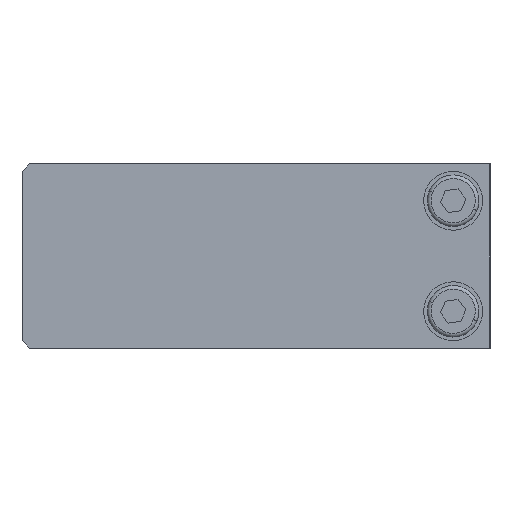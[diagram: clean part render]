
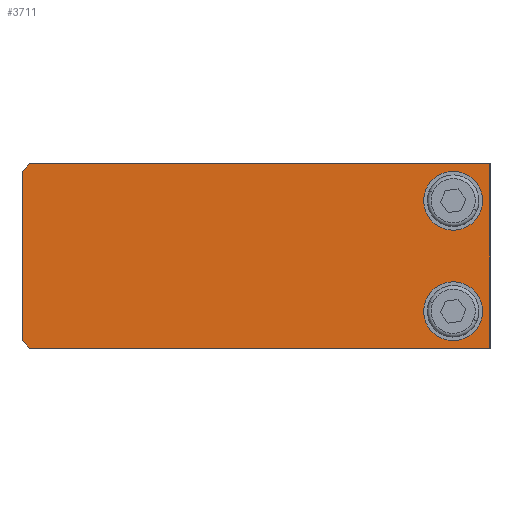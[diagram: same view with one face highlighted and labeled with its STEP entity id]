
A CAD part, left-side view. The second image highlights one B-rep face of the part: STEP entity #3711.
In plain terms, the highlighted planar face has unit normal (-1, 0, 0).
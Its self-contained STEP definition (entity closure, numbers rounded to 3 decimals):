
#150 = VECTOR ( 'NONE', #2237, 1000. ) ;
#262 = ORIENTED_EDGE ( 'NONE', *, *, #3283, .F. ) ;
#299 = EDGE_CURVE ( 'NONE', #604, #391, #3272, .T. ) ;
#307 = CARTESIAN_POINT ( 'NONE',  ( -29.5, -1.35, -7.5 ) ) ;
#345 = CARTESIAN_POINT ( 'NONE',  ( -29.5, 56.15, 12.5 ) ) ;
#360 = DIRECTION ( 'NONE',  ( -1., 0., 0. ) ) ;
#391 = VERTEX_POINT ( 'NONE', #1271 ) ;
#471 = DIRECTION ( 'NONE',  ( 0., 0., 1. ) ) ;
#604 = VERTEX_POINT ( 'NONE', #5457 ) ;
#731 = CARTESIAN_POINT ( 'NONE',  ( -29.5, -1.35, 7.5 ) ) ;
#823 = VERTEX_POINT ( 'NONE', #4728 ) ;
#925 = AXIS2_PLACEMENT_3D ( 'NONE', #2908, #3336, #4766 ) ;
#926 = CIRCLE ( 'NONE', #925, 4. ) ;
#974 = CARTESIAN_POINT ( 'NONE',  ( -29.5, 57.15, -11.5 ) ) ;
#1108 = VERTEX_POINT ( 'NONE', #5420 ) ;
#1208 = DIRECTION ( 'NONE',  ( 0., -1., 0. ) ) ;
#1271 = CARTESIAN_POINT ( 'NONE',  ( -29.5, 56.15, 12.5 ) ) ;
#1309 = EDGE_LOOP ( 'NONE', ( #2973, #1974, #3637, #4186, #262, #5473 ) ) ;
#1404 = AXIS2_PLACEMENT_3D ( 'NONE', #5772, #4878, #1208 ) ;
#1425 = DIRECTION ( 'NONE',  ( 0., 0.707, 0.707 ) ) ;
#1502 = LINE ( 'NONE', #3981, #4676 ) ;
#1647 = DIRECTION ( 'NONE',  ( -1., 0., 0. ) ) ;
#1749 = EDGE_CURVE ( 'NONE', #5776, #2329, #926, .T. ) ;
#1778 = CARTESIAN_POINT ( 'NONE',  ( -29.5, -6.35, -12.5 ) ) ;
#1800 = CARTESIAN_POINT ( 'NONE',  ( -29.5, 57.15, -11.5 ) ) ;
#1845 = LINE ( 'NONE', #3641, #3139 ) ;
#1974 = ORIENTED_EDGE ( 'NONE', *, *, #5031, .F. ) ;
#2027 = CARTESIAN_POINT ( 'NONE',  ( -29.5, 2.65, -7.5 ) ) ;
#2237 = DIRECTION ( 'NONE',  ( 0., -1., 0. ) ) ;
#2303 = VECTOR ( 'NONE', #471, 1000. ) ;
#2329 = VERTEX_POINT ( 'NONE', #2027 ) ;
#2403 = FACE_OUTER_BOUND ( 'NONE', #1309, .T. ) ;
#2434 = DIRECTION ( 'NONE',  ( 0., -0.707, 0.707 ) ) ;
#2523 = ORIENTED_EDGE ( 'NONE', *, *, #4684, .F. ) ;
#2581 = DIRECTION ( 'NONE',  ( 0., 1., 0. ) ) ;
#2618 = ORIENTED_EDGE ( 'NONE', *, *, #1749, .F. ) ;
#2624 = DIRECTION ( 'NONE',  ( 0., 1., 0. ) ) ;
#2706 = VECTOR ( 'NONE', #1425, 1000. ) ;
#2736 = AXIS2_PLACEMENT_3D ( 'NONE', #307, #4875, #2624 ) ;
#2853 = FACE_BOUND ( 'NONE', #3157, .T. ) ;
#2908 = CARTESIAN_POINT ( 'NONE',  ( -29.5, -1.35, -7.5 ) ) ;
#2928 = AXIS2_PLACEMENT_3D ( 'NONE', #5902, #360, #4501 ) ;
#2973 = ORIENTED_EDGE ( 'NONE', *, *, #4734, .F. ) ;
#2989 = EDGE_LOOP ( 'NONE', ( #2523, #2618 ) ) ;
#3036 = ORIENTED_EDGE ( 'NONE', *, *, #3710, .F. ) ;
#3078 = VERTEX_POINT ( 'NONE', #4414 ) ;
#3124 = VECTOR ( 'NONE', #2434, 1000. ) ;
#3139 = VECTOR ( 'NONE', #5910, 1000. ) ;
#3157 = EDGE_LOOP ( 'NONE', ( #5897, #3036 ) ) ;
#3196 = CARTESIAN_POINT ( 'NONE',  ( -29.5, -5.35, -7.5 ) ) ;
#3272 = LINE ( 'NONE', #5218, #3124 ) ;
#3283 = EDGE_CURVE ( 'NONE', #4375, #604, #4917, .T. ) ;
#3336 = DIRECTION ( 'NONE',  ( -1., 0., 0. ) ) ;
#3499 = VERTEX_POINT ( 'NONE', #5113 ) ;
#3589 = CIRCLE ( 'NONE', #2928, 4. ) ;
#3637 = ORIENTED_EDGE ( 'NONE', *, *, #4137, .F. ) ;
#3641 = CARTESIAN_POINT ( 'NONE',  ( -29.5, -6.35, 12.5 ) ) ;
#3710 = EDGE_CURVE ( 'NONE', #1108, #3078, #4737, .T. ) ;
#3711 = ADVANCED_FACE ( 'NONE', ( #2853, #5011, #2403 ), #4387, .F. ) ;
#3927 = DIRECTION ( 'NONE',  ( 0., 1., 0. ) ) ;
#3969 = CARTESIAN_POINT ( 'NONE',  ( -29.5, 57.15, 11.5 ) ) ;
#3981 = CARTESIAN_POINT ( 'NONE',  ( -29.5, 56.15, -12.5 ) ) ;
#4090 = AXIS2_PLACEMENT_3D ( 'NONE', #731, #1647, #3927 ) ;
#4137 = EDGE_CURVE ( 'NONE', #391, #3499, #4896, .T. ) ;
#4186 = ORIENTED_EDGE ( 'NONE', *, *, #299, .F. ) ;
#4216 = EDGE_CURVE ( 'NONE', #3078, #1108, #3589, .T. ) ;
#4375 = VERTEX_POINT ( 'NONE', #1800 ) ;
#4387 = PLANE ( 'NONE',  #1404 ) ;
#4414 = CARTESIAN_POINT ( 'NONE',  ( -29.5, 2.65, 7.5 ) ) ;
#4501 = DIRECTION ( 'NONE',  ( 0., 1., 0. ) ) ;
#4583 = LINE ( 'NONE', #974, #2706 ) ;
#4676 = VECTOR ( 'NONE', #2581, 1000. ) ;
#4684 = EDGE_CURVE ( 'NONE', #2329, #5776, #5951, .T. ) ;
#4728 = CARTESIAN_POINT ( 'NONE',  ( -29.5, 56.15, -12.5 ) ) ;
#4734 = EDGE_CURVE ( 'NONE', #5723, #823, #1502, .T. ) ;
#4737 = CIRCLE ( 'NONE', #4090, 4. ) ;
#4766 = DIRECTION ( 'NONE',  ( 0., 1., 0. ) ) ;
#4875 = DIRECTION ( 'NONE',  ( -1., 0., 0. ) ) ;
#4878 = DIRECTION ( 'NONE',  ( 1., 0., 0. ) ) ;
#4896 = LINE ( 'NONE', #345, #150 ) ;
#4917 = LINE ( 'NONE', #3969, #2303 ) ;
#5011 = FACE_BOUND ( 'NONE', #2989, .T. ) ;
#5031 = EDGE_CURVE ( 'NONE', #3499, #5723, #1845, .T. ) ;
#5113 = CARTESIAN_POINT ( 'NONE',  ( -29.5, -6.35, 12.5 ) ) ;
#5218 = CARTESIAN_POINT ( 'NONE',  ( -29.5, 56.15, 12.5 ) ) ;
#5253 = EDGE_CURVE ( 'NONE', #823, #4375, #4583, .T. ) ;
#5420 = CARTESIAN_POINT ( 'NONE',  ( -29.5, -5.35, 7.5 ) ) ;
#5457 = CARTESIAN_POINT ( 'NONE',  ( -29.5, 57.15, 11.5 ) ) ;
#5473 = ORIENTED_EDGE ( 'NONE', *, *, #5253, .F. ) ;
#5723 = VERTEX_POINT ( 'NONE', #1778 ) ;
#5772 = CARTESIAN_POINT ( 'NONE',  ( -29.5, -6.35, -12.5 ) ) ;
#5776 = VERTEX_POINT ( 'NONE', #3196 ) ;
#5897 = ORIENTED_EDGE ( 'NONE', *, *, #4216, .F. ) ;
#5902 = CARTESIAN_POINT ( 'NONE',  ( -29.5, -1.35, 7.5 ) ) ;
#5910 = DIRECTION ( 'NONE',  ( 0., 0., -1. ) ) ;
#5951 = CIRCLE ( 'NONE', #2736, 4. ) ;
